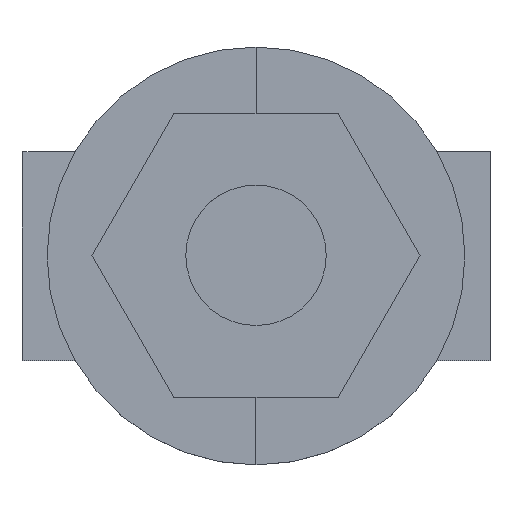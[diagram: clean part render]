
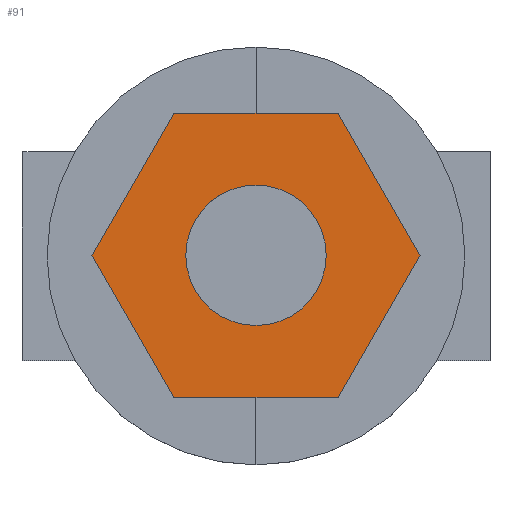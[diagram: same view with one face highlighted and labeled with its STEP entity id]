
A CAD part, top view. The second image highlights one B-rep face of the part: STEP entity #91.
In plain terms, the highlighted planar face has unit normal (0, 0, 1).
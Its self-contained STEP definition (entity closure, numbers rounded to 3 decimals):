
#12 = CARTESIAN_POINT ( 'NONE',  ( 9.815, 0., 40.108 ) ) ;
#29 = CARTESIAN_POINT ( 'NONE',  ( 9.815, 0., 40.108 ) ) ;
#46 = CARTESIAN_POINT ( 'NONE',  ( -9.815, 0., 40.108 ) ) ;
#67 = EDGE_CURVE ( 'NONE', #998, #667, #261, .T. ) ;
#89 = DIRECTION ( 'NONE',  ( -1., 0., 0. ) ) ;
#91 = ADVANCED_FACE ( 'NONE', ( #1062, #398 ), #461, .T. ) ;
#94 = CARTESIAN_POINT ( 'NONE',  ( 4.907, 8.5, 40.108 ) ) ;
#102 = EDGE_CURVE ( 'NONE', #932, #222, #476, .T. ) ;
#107 = DIRECTION ( 'NONE',  ( -0.5, -0.866, 0. ) ) ;
#126 = DIRECTION ( 'NONE',  ( 0., -1., 0. ) ) ;
#131 = ORIENTED_EDGE ( 'NONE', *, *, #485, .F. ) ;
#173 = VECTOR ( 'NONE', #107, 1000. ) ;
#182 = CARTESIAN_POINT ( 'NONE',  ( 4.907, -8.5, 40.108 ) ) ;
#188 = EDGE_CURVE ( 'NONE', #667, #998, #846, .T. ) ;
#204 = CARTESIAN_POINT ( 'NONE',  ( 4.907, 8.5, 40.108 ) ) ;
#222 = VERTEX_POINT ( 'NONE', #204 ) ;
#243 = ORIENTED_EDGE ( 'NONE', *, *, #102, .F. ) ;
#248 = ORIENTED_EDGE ( 'NONE', *, *, #797, .F. ) ;
#261 = CIRCLE ( 'NONE', #748, 4.2 ) ;
#278 = DIRECTION ( 'NONE',  ( -0.5, 0.866, 0. ) ) ;
#297 = LINE ( 'NONE', #94, #1055 ) ;
#299 = DIRECTION ( 'NONE',  ( 1., 0., 0. ) ) ;
#333 = VECTOR ( 'NONE', #278, 1000. ) ;
#341 = EDGE_CURVE ( 'NONE', #757, #932, #384, .T. ) ;
#352 = DIRECTION ( 'NONE',  ( 0., -1., 0. ) ) ;
#384 = LINE ( 'NONE', #46, #1076 ) ;
#394 = CARTESIAN_POINT ( 'NONE',  ( -4.907, -8.5, 40.108 ) ) ;
#395 = CARTESIAN_POINT ( 'NONE',  ( -4.907, 8.5, 40.108 ) ) ;
#397 = VERTEX_POINT ( 'NONE', #457 ) ;
#398 = FACE_OUTER_BOUND ( 'NONE', #727, .T. ) ;
#408 = EDGE_CURVE ( 'NONE', #222, #423, #297, .T. ) ;
#417 = VECTOR ( 'NONE', #546, 1000. ) ;
#423 = VERTEX_POINT ( 'NONE', #12 ) ;
#433 = LINE ( 'NONE', #182, #610 ) ;
#439 = CARTESIAN_POINT ( 'NONE',  ( -4.907, -8.5, 40.108 ) ) ;
#457 = CARTESIAN_POINT ( 'NONE',  ( -4.907, -8.5, 40.108 ) ) ;
#461 = PLANE ( 'NONE',  #561 ) ;
#476 = LINE ( 'NONE', #806, #417 ) ;
#485 = EDGE_CURVE ( 'NONE', #397, #757, #1004, .T. ) ;
#492 = EDGE_CURVE ( 'NONE', #835, #397, #433, .T. ) ;
#546 = DIRECTION ( 'NONE',  ( 1., 0., 0. ) ) ;
#561 = AXIS2_PLACEMENT_3D ( 'NONE', #394, #1049, #299 ) ;
#610 = VECTOR ( 'NONE', #89, 1000. ) ;
#667 = VERTEX_POINT ( 'NONE', #986 ) ;
#674 = ORIENTED_EDGE ( 'NONE', *, *, #341, .F. ) ;
#681 = ORIENTED_EDGE ( 'NONE', *, *, #67, .T. ) ;
#686 = ORIENTED_EDGE ( 'NONE', *, *, #408, .F. ) ;
#687 = DIRECTION ( 'NONE',  ( 0.5, -0.866, 0. ) ) ;
#710 = DIRECTION ( 'NONE',  ( 0., 0., -1. ) ) ;
#711 = CARTESIAN_POINT ( 'NONE',  ( 4.907, -8.5, 40.108 ) ) ;
#715 = AXIS2_PLACEMENT_3D ( 'NONE', #1006, #942, #352 ) ;
#727 = EDGE_LOOP ( 'NONE', ( #248, #686, #243, #674, #131, #987 ) ) ;
#748 = AXIS2_PLACEMENT_3D ( 'NONE', #968, #710, #126 ) ;
#757 = VERTEX_POINT ( 'NONE', #936 ) ;
#786 = LINE ( 'NONE', #29, #173 ) ;
#797 = EDGE_CURVE ( 'NONE', #423, #835, #786, .T. ) ;
#806 = CARTESIAN_POINT ( 'NONE',  ( -4.907, 8.5, 40.108 ) ) ;
#835 = VERTEX_POINT ( 'NONE', #711 ) ;
#846 = CIRCLE ( 'NONE', #715, 4.2 ) ;
#849 = CARTESIAN_POINT ( 'NONE',  ( 0., -4.2, 40.108 ) ) ;
#932 = VERTEX_POINT ( 'NONE', #395 ) ;
#936 = CARTESIAN_POINT ( 'NONE',  ( -9.815, 0., 40.108 ) ) ;
#937 = ORIENTED_EDGE ( 'NONE', *, *, #188, .T. ) ;
#942 = DIRECTION ( 'NONE',  ( 0., 0., -1. ) ) ;
#968 = CARTESIAN_POINT ( 'NONE',  ( 0., 0., 40.108 ) ) ;
#986 = CARTESIAN_POINT ( 'NONE',  ( 0., 4.2, 40.108 ) ) ;
#987 = ORIENTED_EDGE ( 'NONE', *, *, #492, .F. ) ;
#998 = VERTEX_POINT ( 'NONE', #849 ) ;
#999 = EDGE_LOOP ( 'NONE', ( #681, #937 ) ) ;
#1004 = LINE ( 'NONE', #439, #333 ) ;
#1006 = CARTESIAN_POINT ( 'NONE',  ( 0., 0., 40.108 ) ) ;
#1049 = DIRECTION ( 'NONE',  ( 0., 0., 1. ) ) ;
#1053 = DIRECTION ( 'NONE',  ( 0.5, 0.866, 0. ) ) ;
#1055 = VECTOR ( 'NONE', #687, 1000. ) ;
#1062 = FACE_BOUND ( 'NONE', #999, .T. ) ;
#1076 = VECTOR ( 'NONE', #1053, 1000. ) ;
